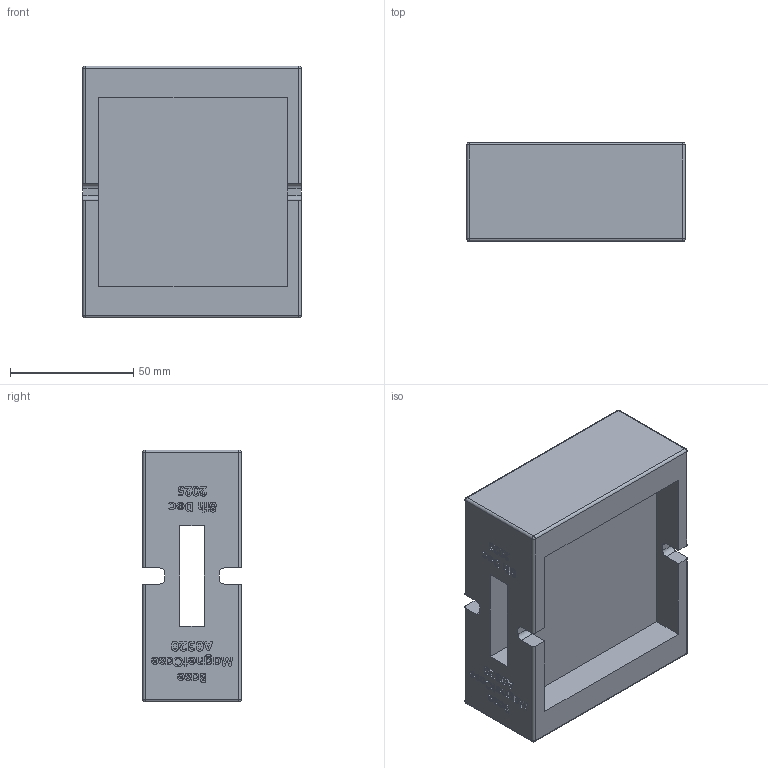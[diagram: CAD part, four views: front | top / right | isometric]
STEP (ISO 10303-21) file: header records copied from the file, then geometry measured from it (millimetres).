
FILE_DESCRIPTION(/* description */ (''),/* implementation_level */ '2;1');
FILE_NAME(/* name */ 'Casing_A0320.stp',/* time_stamp */ '2025-12-10T12:28:24-05:00',/* author */ ('usman'),/* organization */ (''),/* preprocessor_version */ 'ST-DEVELOPER v20.1',/* originating_system */ 'Autodesk Inventor 2026',/* authorisation */ '');
FILE_SCHEMA (('AUTOMOTIVE_DESIGN { 1 0 10303 214 3 1 1 }'));
Length unit declared in the file: millimetre
Products named in the file (1): Base_Casing_A0645_v2
Bounding box: 88.5 x 40 x 102 mm (x, y, z)
Volume: 177006.5 mm3; surface area: 49372 mm2
Topology: 1 solids, 1 shells, 512 faces, 1368 edges, 905 vertices
Faces by surface type: plane 241, bspline 239, cylinder 24, sphere 8
Entity records: 17727 total; most frequent: CARTESIAN_POINT 6500, ORIENTED_EDGE 2736, DIRECTION 1486, EDGE_CURVE 1368, VERTEX_POINT 904, LINE 842, VECTOR 842, EDGE_LOOP 560
